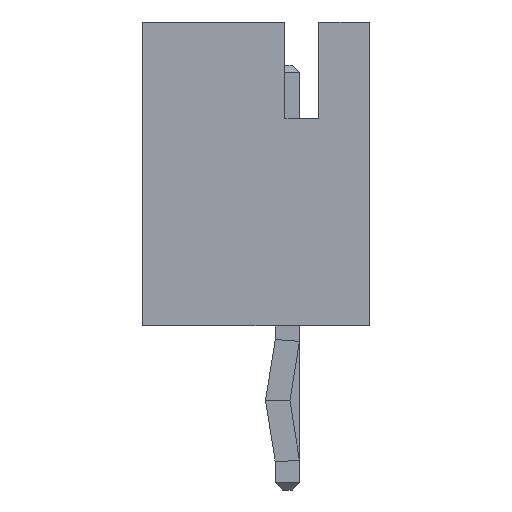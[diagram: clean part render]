
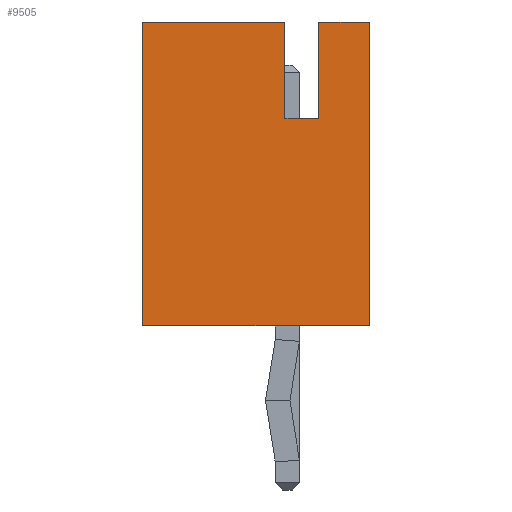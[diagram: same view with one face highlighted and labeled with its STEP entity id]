
A CAD part, left-side view. The second image highlights one B-rep face of the part: STEP entity #9505.
In plain terms, the highlighted planar face has unit normal (-1, 0, 0).
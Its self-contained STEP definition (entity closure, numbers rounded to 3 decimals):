
#10 = EDGE_CURVE ( 'NONE', #7274, #567, #10971, .T. ) ;
#72 = LINE ( 'NONE', #10443, #17694 ) ;
#567 = VERTEX_POINT ( 'NONE', #10162 ) ;
#835 = DIRECTION ( 'NONE',  ( 0., -1., 0. ) ) ;
#893 = CARTESIAN_POINT ( 'NONE',  ( -4.95, -2.35, 6.3 ) ) ;
#1243 = VERTEX_POINT ( 'NONE', #14877 ) ;
#1388 = LINE ( 'NONE', #13177, #5368 ) ;
#1664 = CARTESIAN_POINT ( 'NONE',  ( -4.95, 2.35, 6.3 ) ) ;
#1777 = DIRECTION ( 'NONE',  ( 0., 0., -1. ) ) ;
#2617 = FACE_OUTER_BOUND ( 'NONE', #16767, .T. ) ;
#3586 = CARTESIAN_POINT ( 'NONE',  ( -4.95, -0.6, 4.3 ) ) ;
#3753 = VECTOR ( 'NONE', #835, 1000. ) ;
#3766 = ORIENTED_EDGE ( 'NONE', *, *, #7242, .F. ) ;
#3993 = DIRECTION ( 'NONE',  ( 0., 0., -1. ) ) ;
#4138 = VECTOR ( 'NONE', #15803, 1000. ) ;
#5043 = ORIENTED_EDGE ( 'NONE', *, *, #10, .F. ) ;
#5234 = DIRECTION ( 'NONE',  ( 0., -1., 0. ) ) ;
#5354 = DIRECTION ( 'NONE',  ( 1., 0., 0. ) ) ;
#5368 = VECTOR ( 'NONE', #15674, 1000. ) ;
#5422 = LINE ( 'NONE', #8047, #18115 ) ;
#5428 = EDGE_CURVE ( 'NONE', #6322, #7274, #10166, .T. ) ;
#5438 = EDGE_CURVE ( 'NONE', #1243, #7325, #72, .T. ) ;
#5451 = ORIENTED_EDGE ( 'NONE', *, *, #5428, .F. ) ;
#5535 = CARTESIAN_POINT ( 'NONE',  ( -4.95, 2.35, 6.3 ) ) ;
#5976 = VECTOR ( 'NONE', #13445, 1000. ) ;
#6322 = VERTEX_POINT ( 'NONE', #11701 ) ;
#6703 = EDGE_CURVE ( 'NONE', #1243, #10718, #13076, .T. ) ;
#6910 = VERTEX_POINT ( 'NONE', #11503 ) ;
#6961 = VERTEX_POINT ( 'NONE', #12846 ) ;
#7242 = EDGE_CURVE ( 'NONE', #6961, #6910, #7993, .T. ) ;
#7274 = VERTEX_POINT ( 'NONE', #11175 ) ;
#7325 = VERTEX_POINT ( 'NONE', #14202 ) ;
#7338 = CARTESIAN_POINT ( 'NONE',  ( -4.95, 2.35, 0. ) ) ;
#7993 = LINE ( 'NONE', #3586, #3753 ) ;
#8047 = CARTESIAN_POINT ( 'NONE',  ( -4.95, 2.35, 0. ) ) ;
#8065 = PLANE ( 'NONE',  #17695 ) ;
#9312 = VECTOR ( 'NONE', #1777, 1000. ) ;
#9505 = ADVANCED_FACE ( 'NONE', ( #2617 ), #8065, .F. ) ;
#9654 = EDGE_CURVE ( 'NONE', #6910, #6322, #1388, .T. ) ;
#9967 = ORIENTED_EDGE ( 'NONE', *, *, #5438, .F. ) ;
#10058 = CARTESIAN_POINT ( 'NONE',  ( -4.95, 2.35, 6.3 ) ) ;
#10162 = CARTESIAN_POINT ( 'NONE',  ( -4.95, -2.35, 0. ) ) ;
#10166 = LINE ( 'NONE', #10058, #4138 ) ;
#10443 = CARTESIAN_POINT ( 'NONE',  ( -4.95, 2.35, 6.3 ) ) ;
#10718 = VERTEX_POINT ( 'NONE', #7338 ) ;
#10971 = LINE ( 'NONE', #893, #5976 ) ;
#11175 = CARTESIAN_POINT ( 'NONE',  ( -4.95, -2.35, 6.3 ) ) ;
#11499 = ORIENTED_EDGE ( 'NONE', *, *, #6703, .T. ) ;
#11503 = CARTESIAN_POINT ( 'NONE',  ( -4.95, -1.3, 4.3 ) ) ;
#11690 = LINE ( 'NONE', #15894, #16428 ) ;
#11701 = CARTESIAN_POINT ( 'NONE',  ( -4.95, -1.3, 6.3 ) ) ;
#12573 = ORIENTED_EDGE ( 'NONE', *, *, #9654, .F. ) ;
#12846 = CARTESIAN_POINT ( 'NONE',  ( -4.95, -0.6, 4.3 ) ) ;
#13076 = LINE ( 'NONE', #1664, #9312 ) ;
#13146 = EDGE_CURVE ( 'NONE', #6961, #7325, #11690, .T. ) ;
#13177 = CARTESIAN_POINT ( 'NONE',  ( -4.95, -1.3, 4.3 ) ) ;
#13320 = ORIENTED_EDGE ( 'NONE', *, *, #14254, .T. ) ;
#13445 = DIRECTION ( 'NONE',  ( 0., 0., -1. ) ) ;
#14202 = CARTESIAN_POINT ( 'NONE',  ( -4.95, -0.6, 6.3 ) ) ;
#14254 = EDGE_CURVE ( 'NONE', #10718, #567, #5422, .T. ) ;
#14877 = CARTESIAN_POINT ( 'NONE',  ( -4.95, 2.35, 6.3 ) ) ;
#15674 = DIRECTION ( 'NONE',  ( 0., 0., 1. ) ) ;
#15803 = DIRECTION ( 'NONE',  ( 0., -1., 0. ) ) ;
#15894 = CARTESIAN_POINT ( 'NONE',  ( -4.95, -0.6, 4.3 ) ) ;
#15903 = DIRECTION ( 'NONE',  ( 0., -1., 0. ) ) ;
#16428 = VECTOR ( 'NONE', #17119, 1000. ) ;
#16767 = EDGE_LOOP ( 'NONE', ( #3766, #18292, #9967, #11499, #13320, #5043, #5451, #12573 ) ) ;
#17119 = DIRECTION ( 'NONE',  ( 0., 0., 1. ) ) ;
#17694 = VECTOR ( 'NONE', #15903, 1000. ) ;
#17695 = AXIS2_PLACEMENT_3D ( 'NONE', #5535, #5354, #3993 ) ;
#18115 = VECTOR ( 'NONE', #5234, 1000. ) ;
#18292 = ORIENTED_EDGE ( 'NONE', *, *, #13146, .T. ) ;
